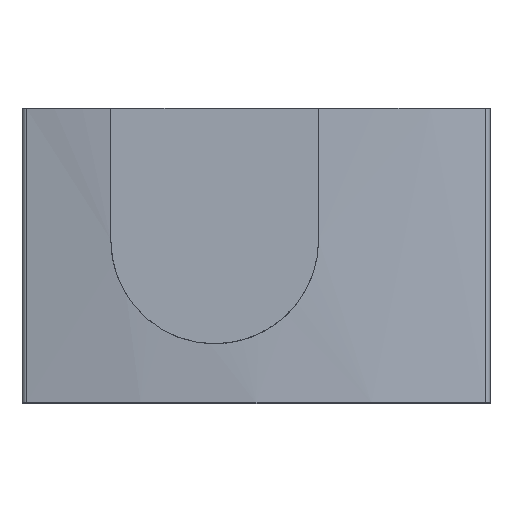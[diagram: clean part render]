
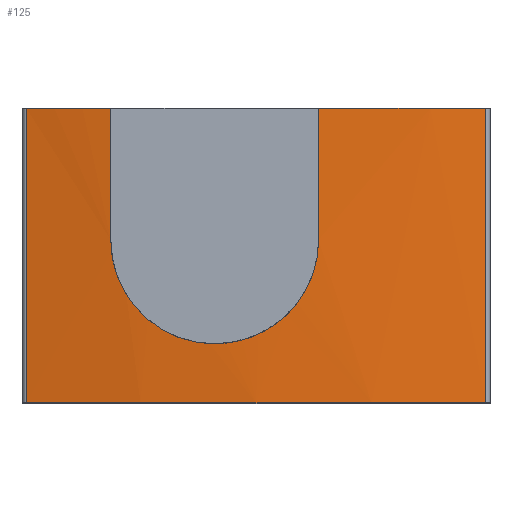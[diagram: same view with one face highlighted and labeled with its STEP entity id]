
A CAD part, top view. The second image highlights one B-rep face of the part: STEP entity #125.
In plain terms, the highlighted cylindrical face has radius 389.986 mm (diameter 779.972 mm), a partial arc.
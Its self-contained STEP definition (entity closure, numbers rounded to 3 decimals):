
#125=ADVANCED_FACE('',(#277),#278,.T.);
#277=FACE_OUTER_BOUND('',#460,.T.);
#278=CYLINDRICAL_SURFACE('',#461,389.986);
#460=EDGE_LOOP('',(#744,#745,#746,#747,#748,#749,#750,#751));
#461=AXIS2_PLACEMENT_3D('',#752,#753,#754);
#744=ORIENTED_EDGE('',*,*,#1178,.T.);
#745=ORIENTED_EDGE('',*,*,#1186,.T.);
#746=ORIENTED_EDGE('',*,*,#1194,.F.);
#747=ORIENTED_EDGE('',*,*,#1195,.T.);
#748=ORIENTED_EDGE('',*,*,#1196,.T.);
#749=ORIENTED_EDGE('',*,*,#1187,.T.);
#750=ORIENTED_EDGE('',*,*,#1174,.T.);
#751=ORIENTED_EDGE('',*,*,#1169,.T.);
#752=CARTESIAN_POINT('',(-84.986,-100.0,-290.624));
#753=DIRECTION('',(0.0,1.0,0.0));
#754=DIRECTION('',(-0.214,0.0,0.977));
#1169=EDGE_CURVE('',#1413,#1414,#1415,.T.);
#1174=EDGE_CURVE('',#1422,#1413,#1423,.T.);
#1178=EDGE_CURVE('',#1414,#1428,#1429,.T.);
#1186=EDGE_CURVE('',#1428,#1438,#1440,.T.);
#1187=EDGE_CURVE('',#1441,#1422,#1442,.T.);
#1194=EDGE_CURVE('',#1451,#1438,#1452,.T.);
#1195=EDGE_CURVE('',#1451,#1453,#1454,.T.);
#1196=EDGE_CURVE('',#1453,#1441,#1455,.T.);
#1413=VERTEX_POINT('',#1834);
#1414=VERTEX_POINT('',#1835);
#1415=B_SPLINE_CURVE_WITH_KNOTS('',3,(#1836,#1837,#1838,#1839,#1840,#1841,#1842,#1843,#1844,#1845,#1846,#1847,#1848,#1849,#1850,#1851,#1852,#1853,#1854,#1855,#1856,#1857,#1858,#1859,#1860,#1861,#1862,#1863,#1864,#1865,#1866,#1867,#1868,#1869,#1870,#1871,#1872,#1873,#1874,#1875,#1876,#1877,#1878,#1879,#1880,#1881,#1882,#1883,#1884,#1885,#1886,#1887,#1888,#1889,#1890,#1891,#1892,#1893,#1894,#1895,#1896,#1897,#1898,#1899,#1900,#1901,#1902,#1903,#1904,#1905,#1906),.UNSPECIFIED.,.F.,.F.,(4,2,2,2,2,2,2,2,2,2,2,2,2,2,2,2,2,2,2,2,2,2,2,2,2,2,2,2,2,2,2,2,2,3,4),(-117.435,-113.879,-110.322,-106.765,-103.209,-99.652,-96.095,-92.538,-88.982,-85.425,-81.87,-78.315,-74.76,-71.205,-67.65,-64.095,-60.54,-56.985,-53.42,-49.854,-46.289,-42.724,-39.158,-35.593,-32.028,-28.462,-24.905,-21.347,-17.789,-14.231,-10.673,-7.116,-3.558,0.0,3.558),.UNSPECIFIED.);
#1422=VERTEX_POINT('',#1915);
#1423=LINE('',#1916,#1917);
#1428=VERTEX_POINT('',#1924);
#1429=LINE('',#1925,#1926);
#1438=VERTEX_POINT('',#1939);
#1440=CIRCLE('',#1941,389.986);
#1441=VERTEX_POINT('',#1942);
#1442=CIRCLE('',#1943,389.986);
#1451=VERTEX_POINT('',#1954);
#1452=LINE('',#1955,#1956);
#1453=VERTEX_POINT('',#1957);
#1454=CIRCLE('',#1958,389.986);
#1455=LINE('',#1959,#1960);
#1834=CARTESIAN_POINT('',(-62.25,-40.8,98.698));
#1835=CARTESIAN_POINT('',(-137.75,-40.8,95.776));
#1836=CARTESIAN_POINT('',(-62.423,-37.194,98.708));
#1837=CARTESIAN_POINT('',(-62.306,-38.409,98.702));
#1838=CARTESIAN_POINT('',(-62.25,-39.614,98.698));
#1839=CARTESIAN_POINT('',(-62.25,-41.986,98.698));
#1840=CARTESIAN_POINT('',(-62.306,-43.191,98.702));
#1841=CARTESIAN_POINT('',(-62.539,-45.62,98.715));
#1842=CARTESIAN_POINT('',(-62.716,-46.842,98.725));
#1843=CARTESIAN_POINT('',(-63.194,-49.281,98.752));
#1844=CARTESIAN_POINT('',(-63.495,-50.497,98.769));
#1845=CARTESIAN_POINT('',(-64.22,-52.901,98.808));
#1846=CARTESIAN_POINT('',(-64.644,-54.088,98.831));
#1847=CARTESIAN_POINT('',(-65.607,-56.414,98.88));
#1848=CARTESIAN_POINT('',(-66.148,-57.553,98.907));
#1849=CARTESIAN_POINT('',(-67.335,-59.765,98.962));
#1850=CARTESIAN_POINT('',(-67.983,-60.837,98.991));
#1851=CARTESIAN_POINT('',(-69.369,-62.899,99.049));
#1852=CARTESIAN_POINT('',(-70.109,-63.888,99.078));
#1853=CARTESIAN_POINT('',(-71.661,-65.769,99.135));
#1854=CARTESIAN_POINT('',(-72.474,-66.661,99.162));
#1855=CARTESIAN_POINT('',(-74.151,-68.337,99.212));
#1856=CARTESIAN_POINT('',(-75.042,-69.149,99.236));
#1857=CARTESIAN_POINT('',(-76.923,-70.7,99.279));
#1858=CARTESIAN_POINT('',(-77.913,-71.439,99.299));
#1859=CARTESIAN_POINT('',(-79.974,-72.824,99.331));
#1860=CARTESIAN_POINT('',(-81.047,-73.471,99.343));
#1861=CARTESIAN_POINT('',(-83.258,-74.658,99.359));
#1862=CARTESIAN_POINT('',(-84.397,-75.197,99.363));
#1863=CARTESIAN_POINT('',(-86.722,-76.16,99.359));
#1864=CARTESIAN_POINT('',(-87.909,-76.583,99.352));
#1865=CARTESIAN_POINT('',(-90.311,-77.307,99.327));
#1866=CARTESIAN_POINT('',(-91.527,-77.608,99.309));
#1867=CARTESIAN_POINT('',(-93.964,-78.085,99.26));
#1868=CARTESIAN_POINT('',(-95.185,-78.262,99.23));
#1869=CARTESIAN_POINT('',(-97.611,-78.494,99.159));
#1870=CARTESIAN_POINT('',(-98.816,-78.55,99.118));
#1871=CARTESIAN_POINT('',(-101.188,-78.55,99.027));
#1872=CARTESIAN_POINT('',(-102.395,-78.494,98.975));
#1873=CARTESIAN_POINT('',(-104.826,-78.26,98.858));
#1874=CARTESIAN_POINT('',(-106.05,-78.083,98.794));
#1875=CARTESIAN_POINT('',(-108.491,-77.604,98.655));
#1876=CARTESIAN_POINT('',(-109.707,-77.302,98.579));
#1877=CARTESIAN_POINT('',(-112.112,-76.576,98.419));
#1878=CARTESIAN_POINT('',(-113.3,-76.152,98.334));
#1879=CARTESIAN_POINT('',(-115.626,-75.187,98.158));
#1880=CARTESIAN_POINT('',(-116.765,-74.646,98.066));
#1881=CARTESIAN_POINT('',(-118.976,-73.458,97.879));
#1882=CARTESIAN_POINT('',(-120.048,-72.811,97.784));
#1883=CARTESIAN_POINT('',(-122.109,-71.423,97.592));
#1884=CARTESIAN_POINT('',(-123.098,-70.684,97.496));
#1885=CARTESIAN_POINT('',(-124.978,-69.131,97.307));
#1886=CARTESIAN_POINT('',(-125.869,-68.318,97.214));
#1887=CARTESIAN_POINT('',(-127.543,-66.643,97.034));
#1888=CARTESIAN_POINT('',(-128.353,-65.752,96.944));
#1889=CARTESIAN_POINT('',(-129.902,-63.874,96.767));
#1890=CARTESIAN_POINT('',(-130.64,-62.886,96.681));
#1891=CARTESIAN_POINT('',(-132.023,-60.827,96.515));
#1892=CARTESIAN_POINT('',(-132.67,-59.756,96.436));
#1893=CARTESIAN_POINT('',(-133.855,-57.547,96.288));
#1894=CARTESIAN_POINT('',(-134.395,-56.409,96.219));
#1895=CARTESIAN_POINT('',(-135.357,-54.085,96.095));
#1896=CARTESIAN_POINT('',(-135.781,-52.899,96.04));
#1897=CARTESIAN_POINT('',(-136.505,-50.496,95.944));
#1898=CARTESIAN_POINT('',(-136.806,-49.281,95.903));
#1899=CARTESIAN_POINT('',(-137.284,-46.843,95.839));
#1900=CARTESIAN_POINT('',(-137.461,-45.62,95.815));
#1901=CARTESIAN_POINT('',(-137.694,-43.192,95.783));
#1902=CARTESIAN_POINT('',(-137.75,-41.986,95.776));
#1903=CARTESIAN_POINT('',(-137.75,-40.8,95.776));
#1904=CARTESIAN_POINT('',(-137.75,-39.614,95.776));
#1905=CARTESIAN_POINT('',(-137.694,-38.408,95.783));
#1906=CARTESIAN_POINT('',(-137.577,-37.194,95.799));
#1915=CARTESIAN_POINT('',(-62.25,7.0,98.698));
#1916=CARTESIAN_POINT('',(-62.25,-16.9,98.698));
#1917=VECTOR('',#2423,1.0);
#1924=CARTESIAN_POINT('',(-137.75,7.0,95.776));
#1925=CARTESIAN_POINT('',(-137.75,-16.9,95.776));
#1926=VECTOR('',#2426,1.0);
#1939=CARTESIAN_POINT('',(-168.428,7.0,90.33));
#1941=AXIS2_PLACEMENT_3D('',#2434,#2435,#2436);
#1942=CARTESIAN_POINT('',(-1.572,7.0,90.336));
#1943=AXIS2_PLACEMENT_3D('',#2437,#2438,#2439);
#1954=CARTESIAN_POINT('',(-168.428,-100.0,90.33));
#1955=CARTESIAN_POINT('',(-168.428,-100.0,90.33));
#1956=VECTOR('',#2448,1.0);
#1957=CARTESIAN_POINT('',(-1.572,-100.0,90.336));
#1958=AXIS2_PLACEMENT_3D('',#2449,#2450,#2451);
#1959=CARTESIAN_POINT('',(-1.572,-100.0,90.336));
#1960=VECTOR('',#2452,1.0);
#2423=DIRECTION('',(-0.0,-1.0,-0.0));
#2426=DIRECTION('',(0.0,1.0,0.0));
#2434=CARTESIAN_POINT('',(-84.986,7.0,-290.624));
#2435=DIRECTION('',(0.0,-1.0,0.0));
#2436=DIRECTION('',(-0.214,0.0,0.977));
#2437=CARTESIAN_POINT('',(-84.986,7.0,-290.624));
#2438=DIRECTION('',(0.0,-1.0,0.0));
#2439=DIRECTION('',(-0.214,0.0,0.977));
#2448=DIRECTION('',(0.0,1.0,0.0));
#2449=CARTESIAN_POINT('',(-84.986,-100.0,-290.624));
#2450=DIRECTION('',(0.0,1.0,0.0));
#2451=DIRECTION('',(-0.214,0.0,0.977));
#2452=DIRECTION('',(0.0,1.0,0.0));
